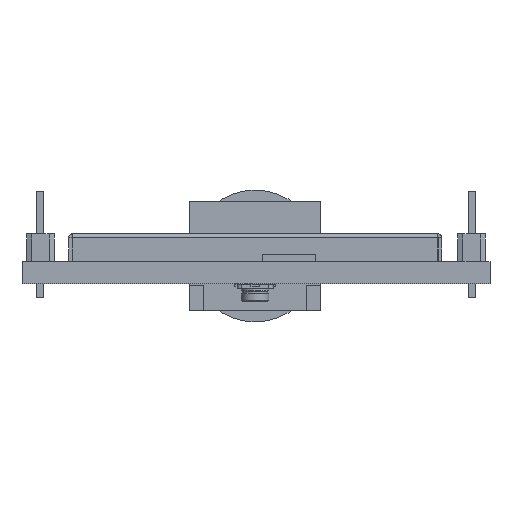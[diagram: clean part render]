
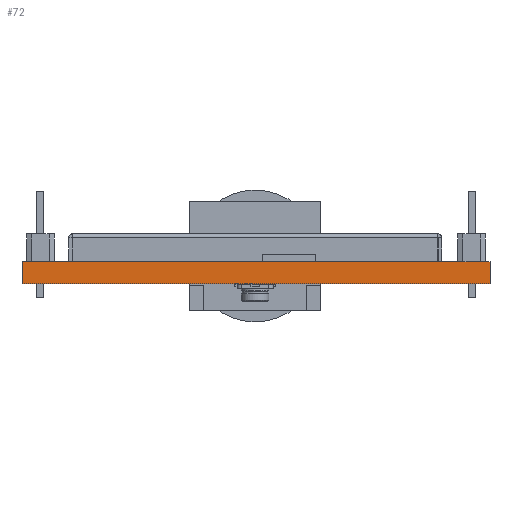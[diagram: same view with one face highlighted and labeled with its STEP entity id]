
A CAD part, front view. The second image highlights one B-rep face of the part: STEP entity #72.
In plain terms, the highlighted planar face has unit normal (0, -1, 0).
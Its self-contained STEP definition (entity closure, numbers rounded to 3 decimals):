
#72 = ADVANCED_FACE('',(#73),#87,.F.);
#73 = FACE_BOUND('',#74,.F.);
#74 = EDGE_LOOP('',(#75,#110,#138,#166));
#75 = ORIENTED_EDGE('',*,*,#76,.T.);
#76 = EDGE_CURVE('',#77,#79,#81,.T.);
#77 = VERTEX_POINT('',#78);
#78 = CARTESIAN_POINT('',(0.,0.,0.));
#79 = VERTEX_POINT('',#80);
#80 = CARTESIAN_POINT('',(0.,0.,1.613));
#81 = SURFACE_CURVE('',#82,(#86,#98),.PCURVE_S1.);
#82 = LINE('',#83,#84);
#83 = CARTESIAN_POINT('',(0.,0.,0.));
#84 = VECTOR('',#85,1.);
#85 = DIRECTION('',(0.,0.,1.));
#86 = PCURVE('',#87,#92);
#87 = PLANE('',#88);
#88 = AXIS2_PLACEMENT_3D('',#89,#90,#91);
#89 = CARTESIAN_POINT('',(0.,0.,0.));
#90 = DIRECTION('',(0.,1.,0.));
#91 = DIRECTION('',(1.,0.,0.));
#92 = DEFINITIONAL_REPRESENTATION('',(#93),#97);
#93 = LINE('',#94,#95);
#94 = CARTESIAN_POINT('',(0.,0.));
#95 = VECTOR('',#96,1.);
#96 = DIRECTION('',(0.,-1.));
#97 = ( GEOMETRIC_REPRESENTATION_CONTEXT(2) 
PARAMETRIC_REPRESENTATION_CONTEXT() REPRESENTATION_CONTEXT('2D SPACE',''
  ) );
#98 = PCURVE('',#99,#104);
#99 = PLANE('',#100);
#100 = AXIS2_PLACEMENT_3D('',#101,#102,#103);
#101 = CARTESIAN_POINT('',(0.,28.778,0.));
#102 = DIRECTION('',(1.,0.,0.));
#103 = DIRECTION('',(0.,-1.,0.));
#104 = DEFINITIONAL_REPRESENTATION('',(#105),#109);
#105 = LINE('',#106,#107);
#106 = CARTESIAN_POINT('',(28.778,0.));
#107 = VECTOR('',#108,1.);
#108 = DIRECTION('',(0.,-1.));
#109 = ( GEOMETRIC_REPRESENTATION_CONTEXT(2) 
PARAMETRIC_REPRESENTATION_CONTEXT() REPRESENTATION_CONTEXT('2D SPACE',''
  ) );
#110 = ORIENTED_EDGE('',*,*,#111,.T.);
#111 = EDGE_CURVE('',#79,#112,#114,.T.);
#112 = VERTEX_POINT('',#113);
#113 = CARTESIAN_POINT('',(33.858,0.,1.613));
#114 = SURFACE_CURVE('',#115,(#119,#126),.PCURVE_S1.);
#115 = LINE('',#116,#117);
#116 = CARTESIAN_POINT('',(0.,0.,1.613));
#117 = VECTOR('',#118,1.);
#118 = DIRECTION('',(1.,0.,0.));
#119 = PCURVE('',#87,#120);
#120 = DEFINITIONAL_REPRESENTATION('',(#121),#125);
#121 = LINE('',#122,#123);
#122 = CARTESIAN_POINT('',(0.,-1.613));
#123 = VECTOR('',#124,1.);
#124 = DIRECTION('',(1.,0.));
#125 = ( GEOMETRIC_REPRESENTATION_CONTEXT(2) 
PARAMETRIC_REPRESENTATION_CONTEXT() REPRESENTATION_CONTEXT('2D SPACE',''
  ) );
#126 = PCURVE('',#127,#132);
#127 = PLANE('',#128);
#128 = AXIS2_PLACEMENT_3D('',#129,#130,#131);
#129 = CARTESIAN_POINT('',(0.,0.,1.613));
#130 = DIRECTION('',(0.,0.,-1.));
#131 = DIRECTION('',(-1.,0.,0.));
#132 = DEFINITIONAL_REPRESENTATION('',(#133),#137);
#133 = LINE('',#134,#135);
#134 = CARTESIAN_POINT('',(0.,0.));
#135 = VECTOR('',#136,1.);
#136 = DIRECTION('',(-1.,0.));
#137 = ( GEOMETRIC_REPRESENTATION_CONTEXT(2) 
PARAMETRIC_REPRESENTATION_CONTEXT() REPRESENTATION_CONTEXT('2D SPACE',''
  ) );
#138 = ORIENTED_EDGE('',*,*,#139,.F.);
#139 = EDGE_CURVE('',#140,#112,#142,.T.);
#140 = VERTEX_POINT('',#141);
#141 = CARTESIAN_POINT('',(33.858,0.,0.));
#142 = SURFACE_CURVE('',#143,(#147,#154),.PCURVE_S1.);
#143 = LINE('',#144,#145);
#144 = CARTESIAN_POINT('',(33.858,0.,0.));
#145 = VECTOR('',#146,1.);
#146 = DIRECTION('',(0.,0.,1.));
#147 = PCURVE('',#87,#148);
#148 = DEFINITIONAL_REPRESENTATION('',(#149),#153);
#149 = LINE('',#150,#151);
#150 = CARTESIAN_POINT('',(33.858,0.));
#151 = VECTOR('',#152,1.);
#152 = DIRECTION('',(0.,-1.));
#153 = ( GEOMETRIC_REPRESENTATION_CONTEXT(2) 
PARAMETRIC_REPRESENTATION_CONTEXT() REPRESENTATION_CONTEXT('2D SPACE',''
  ) );
#154 = PCURVE('',#155,#160);
#155 = PLANE('',#156);
#156 = AXIS2_PLACEMENT_3D('',#157,#158,#159);
#157 = CARTESIAN_POINT('',(33.858,0.,0.));
#158 = DIRECTION('',(-1.,0.,0.));
#159 = DIRECTION('',(0.,1.,0.));
#160 = DEFINITIONAL_REPRESENTATION('',(#161),#165);
#161 = LINE('',#162,#163);
#162 = CARTESIAN_POINT('',(0.,0.));
#163 = VECTOR('',#164,1.);
#164 = DIRECTION('',(0.,-1.));
#165 = ( GEOMETRIC_REPRESENTATION_CONTEXT(2) 
PARAMETRIC_REPRESENTATION_CONTEXT() REPRESENTATION_CONTEXT('2D SPACE',''
  ) );
#166 = ORIENTED_EDGE('',*,*,#167,.F.);
#167 = EDGE_CURVE('',#77,#140,#168,.T.);
#168 = SURFACE_CURVE('',#169,(#173,#180),.PCURVE_S1.);
#169 = LINE('',#170,#171);
#170 = CARTESIAN_POINT('',(0.,0.,0.));
#171 = VECTOR('',#172,1.);
#172 = DIRECTION('',(1.,0.,0.));
#173 = PCURVE('',#87,#174);
#174 = DEFINITIONAL_REPRESENTATION('',(#175),#179);
#175 = LINE('',#176,#177);
#176 = CARTESIAN_POINT('',(0.,0.));
#177 = VECTOR('',#178,1.);
#178 = DIRECTION('',(1.,0.));
#179 = ( GEOMETRIC_REPRESENTATION_CONTEXT(2) 
PARAMETRIC_REPRESENTATION_CONTEXT() REPRESENTATION_CONTEXT('2D SPACE',''
  ) );
#180 = PCURVE('',#181,#186);
#181 = PLANE('',#182);
#182 = AXIS2_PLACEMENT_3D('',#183,#184,#185);
#183 = CARTESIAN_POINT('',(0.,0.,0.));
#184 = DIRECTION('',(0.,0.,-1.));
#185 = DIRECTION('',(-1.,0.,0.));
#186 = DEFINITIONAL_REPRESENTATION('',(#187),#191);
#187 = LINE('',#188,#189);
#188 = CARTESIAN_POINT('',(0.,0.));
#189 = VECTOR('',#190,1.);
#190 = DIRECTION('',(-1.,0.));
#191 = ( GEOMETRIC_REPRESENTATION_CONTEXT(2) 
PARAMETRIC_REPRESENTATION_CONTEXT() REPRESENTATION_CONTEXT('2D SPACE',''
  ) );
